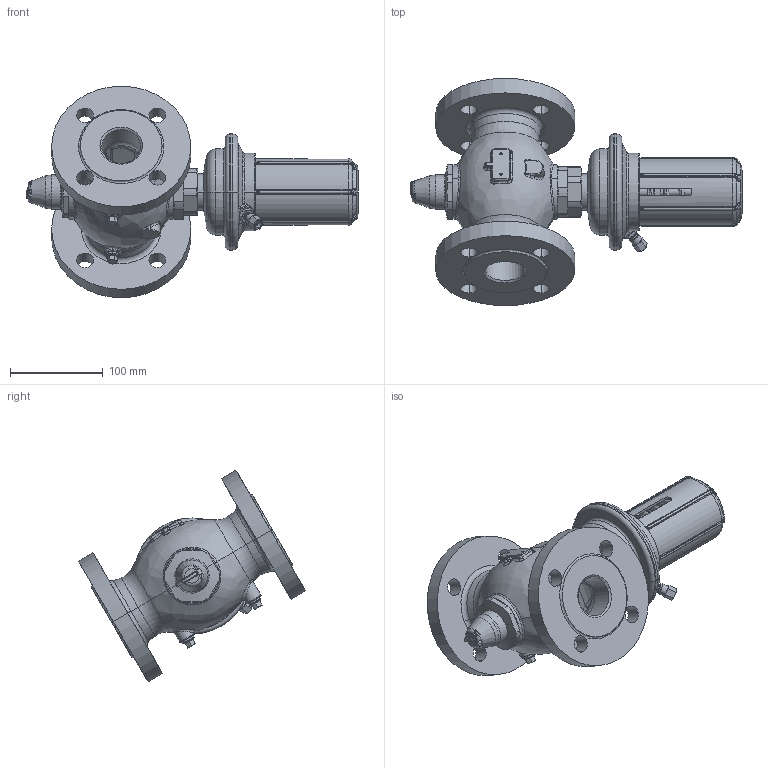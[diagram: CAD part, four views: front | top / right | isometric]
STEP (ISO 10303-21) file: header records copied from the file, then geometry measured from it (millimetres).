
FILE_DESCRIPTION((''),'2;1');
FILE_NAME('003H6469','2015-03-09T',('u317927'),('Danfoss'),'PRO/ENGINEER BY PARAMETRIC TECHNOLOGY CORPORATION, 2014000','PRO/ENGINEER BY PARAMETRIC TECHNOLOGY CORPORATION, 2014000','');
FILE_SCHEMA(('CONFIG_CONTROL_DESIGN'));
Products named in the file (1): 003H6469
Bounding box: 357.93 x 244.74 x 227.9 mm (x, y, z)
Volume: 1568736.6 mm3; surface area: 403180.4 mm2
Topology: 1 solids, 1 shells, 1432 faces, 3395 edges, 2023 vertices
Faces by surface type: plane 369, cylinder 358, bspline 284, torus 206, cone 200, sphere 15
Entity records: 73634 total; most frequent: CARTESIAN_POINT 42557, ORIENTED_EDGE 6780, DIRECTION 6206, EDGE_CURVE 3390, AXIS2_PLACEMENT_3D 2639, VERTEX_POINT 2023, EDGE_LOOP 1541, CIRCLE 1491
